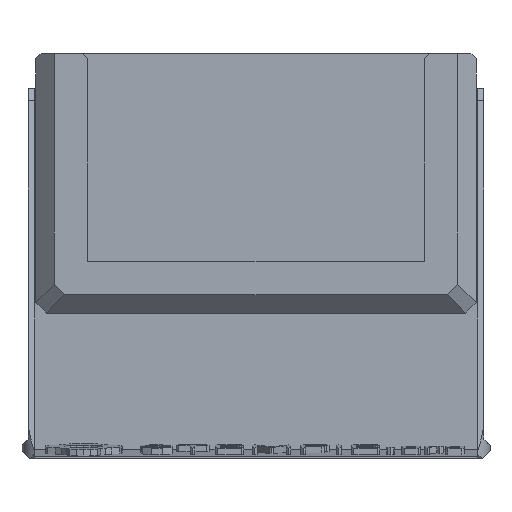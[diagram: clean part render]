
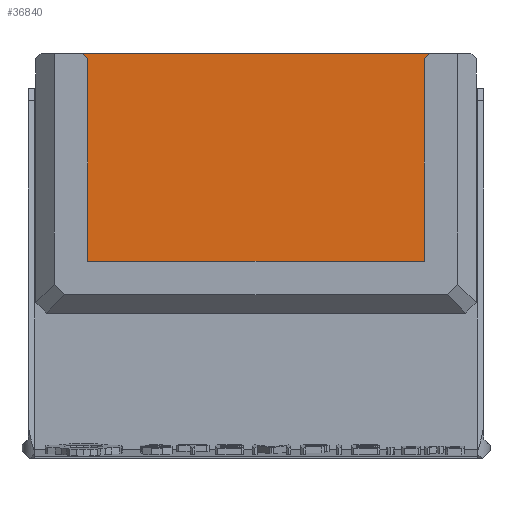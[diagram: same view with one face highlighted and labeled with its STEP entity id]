
A CAD part, left-side view. The second image highlights one B-rep face of the part: STEP entity #36840.
In plain terms, the highlighted planar face has unit normal (-1, 0, 0).
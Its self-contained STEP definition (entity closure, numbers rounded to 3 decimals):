
#22937 = PLANE('',#22938);
#22938 = AXIS2_PLACEMENT_3D('',#22939,#22940,#22941);
#22939 = CARTESIAN_POINT('',(-78.115,0.,47.6));
#22940 = DIRECTION('',(0.,0.,1.));
#22941 = DIRECTION('',(-1.,0.,0.));
#33760 = VERTEX_POINT('',#33761);
#33761 = CARTESIAN_POINT('',(-78.515,24.324,47.6));
#33775 = PLANE('',#33776);
#33776 = AXIS2_PLACEMENT_3D('',#33777,#33778,#33779);
#33777 = CARTESIAN_POINT('',(-79.84,22.999,47.6));
#33778 = DIRECTION('',(-0.707,0.707,0.));
#33779 = DIRECTION('',(0.707,0.707,0.));
#33787 = EDGE_CURVE('',#33788,#33760,#33790,.T.);
#33788 = VERTEX_POINT('',#33789);
#33789 = CARTESIAN_POINT('',(-78.515,-24.324,47.6));
#33790 = SURFACE_CURVE('',#33791,(#33795,#33802),.PCURVE_S1.);
#33791 = LINE('',#33792,#33793);
#33792 = CARTESIAN_POINT('',(-78.515,0.,47.6));
#33793 = VECTOR('',#33794,1.);
#33794 = DIRECTION('',(0.,1.,0.));
#33795 = PCURVE('',#22937,#33796);
#33796 = DEFINITIONAL_REPRESENTATION('',(#33797),#33801);
#33797 = LINE('',#33798,#33799);
#33798 = CARTESIAN_POINT('',(0.4,0.));
#33799 = VECTOR('',#33800,1.);
#33800 = DIRECTION('',(0.,-1.));
#33801 = ( GEOMETRIC_REPRESENTATION_CONTEXT(2) 
PARAMETRIC_REPRESENTATION_CONTEXT() REPRESENTATION_CONTEXT('2D SPACE',''
  ) );
#33802 = PCURVE('',#33803,#33808);
#33803 = PLANE('',#33804);
#33804 = AXIS2_PLACEMENT_3D('',#33805,#33806,#33807);
#33805 = CARTESIAN_POINT('',(-78.515,25.655,-0.2));
#33806 = DIRECTION('',(-1.,0.,0.));
#33807 = DIRECTION('',(0.,-1.,0.));
#33808 = DEFINITIONAL_REPRESENTATION('',(#33809),#33813);
#33809 = LINE('',#33810,#33811);
#33810 = CARTESIAN_POINT('',(25.655,47.8));
#33811 = VECTOR('',#33812,1.);
#33812 = DIRECTION('',(-1.,0.));
#33813 = ( GEOMETRIC_REPRESENTATION_CONTEXT(2) 
PARAMETRIC_REPRESENTATION_CONTEXT() REPRESENTATION_CONTEXT('2D SPACE',''
  ) );
#33831 = PLANE('',#33832);
#33832 = AXIS2_PLACEMENT_3D('',#33833,#33834,#33835);
#33833 = CARTESIAN_POINT('',(-78.515,-24.324,47.6));
#33834 = DIRECTION('',(-0.707,-0.707,0.));
#33835 = DIRECTION('',(-0.707,0.707,0.));
#36589 = PLANE('',#36590);
#36590 = AXIS2_PLACEMENT_3D('',#36591,#36592,#36593);
#36591 = CARTESIAN_POINT('',(-87.207,-15.115,
    25.832));
#36592 = DIRECTION('',(0.764,0.422,0.489));
#36593 = DIRECTION('',(0.,-0.757,0.653
    ));
#36617 = PLANE('',#36618);
#36618 = AXIS2_PLACEMENT_3D('',#36619,#36620,#36621);
#36619 = CARTESIAN_POINT('',(-79.058,0.,
    19.68));
#36620 = DIRECTION('',(-0.574,0.,
    -0.819));
#36621 = DIRECTION('',(0.,1.,0.));
#36645 = PLANE('',#36646);
#36646 = AXIS2_PLACEMENT_3D('',#36647,#36648,#36649);
#36647 = CARTESIAN_POINT('',(-87.739,14.583,
    26.205));
#36648 = DIRECTION('',(0.764,-0.422,0.489));
#36649 = DIRECTION('',(0.,-0.757,
    -0.653));
#36796 = VERTEX_POINT('',#36797);
#36797 = CARTESIAN_POINT('',(-78.515,24.324,20.193));
#36818 = EDGE_CURVE('',#33760,#36796,#36819,.T.);
#36819 = SURFACE_CURVE('',#36820,(#36824,#36831),.PCURVE_S1.);
#36820 = LINE('',#36821,#36822);
#36821 = CARTESIAN_POINT('',(-78.515,24.324,23.7));
#36822 = VECTOR('',#36823,1.);
#36823 = DIRECTION('',(0.,-0.,-1.));
#36824 = PCURVE('',#33775,#36825);
#36825 = DEFINITIONAL_REPRESENTATION('',(#36826),#36830);
#36826 = LINE('',#36827,#36828);
#36827 = CARTESIAN_POINT('',(1.874,23.9));
#36828 = VECTOR('',#36829,1.);
#36829 = DIRECTION('',(0.,1.));
#36830 = ( GEOMETRIC_REPRESENTATION_CONTEXT(2) 
PARAMETRIC_REPRESENTATION_CONTEXT() REPRESENTATION_CONTEXT('2D SPACE',''
  ) );
#36831 = PCURVE('',#33803,#36832);
#36832 = DEFINITIONAL_REPRESENTATION('',(#36833),#36837);
#36833 = LINE('',#36834,#36835);
#36834 = CARTESIAN_POINT('',(1.331,23.9));
#36835 = VECTOR('',#36836,1.);
#36836 = DIRECTION('',(0.,-1.));
#36837 = ( GEOMETRIC_REPRESENTATION_CONTEXT(2) 
PARAMETRIC_REPRESENTATION_CONTEXT() REPRESENTATION_CONTEXT('2D SPACE',''
  ) );
#36840 = ADVANCED_FACE('',(#36841),#33803,.T.);
#36841 = FACE_BOUND('',#36842,.T.);
#36842 = EDGE_LOOP('',(#36843,#36844,#36867,#36890,#36913,#36934));
#36843 = ORIENTED_EDGE('',*,*,#36818,.T.);
#36844 = ORIENTED_EDGE('',*,*,#36845,.T.);
#36845 = EDGE_CURVE('',#36796,#36846,#36848,.T.);
#36846 = VERTEX_POINT('',#36847);
#36847 = CARTESIAN_POINT('',(-78.515,23.289,19.3));
#36848 = SURFACE_CURVE('',#36849,(#36853,#36860),.PCURVE_S1.);
#36849 = LINE('',#36850,#36851);
#36850 = CARTESIAN_POINT('',(-78.515,18.358,15.043));
#36851 = VECTOR('',#36852,1.);
#36852 = DIRECTION('',(0.,-0.757,-0.653
    ));
#36853 = PCURVE('',#33803,#36854);
#36854 = DEFINITIONAL_REPRESENTATION('',(#36855),#36859);
#36855 = LINE('',#36856,#36857);
#36856 = CARTESIAN_POINT('',(7.297,15.243));
#36857 = VECTOR('',#36858,1.);
#36858 = DIRECTION('',(0.757,-0.653));
#36859 = ( GEOMETRIC_REPRESENTATION_CONTEXT(2) 
PARAMETRIC_REPRESENTATION_CONTEXT() REPRESENTATION_CONTEXT('2D SPACE',''
  ) );
#36860 = PCURVE('',#36645,#36861);
#36861 = DEFINITIONAL_REPRESENTATION('',(#36862),#36866);
#36862 = LINE('',#36863,#36864);
#36863 = CARTESIAN_POINT('',(4.436,14.291));
#36864 = VECTOR('',#36865,1.);
#36865 = DIRECTION('',(1.,0.));
#36866 = ( GEOMETRIC_REPRESENTATION_CONTEXT(2) 
PARAMETRIC_REPRESENTATION_CONTEXT() REPRESENTATION_CONTEXT('2D SPACE',''
  ) );
#36867 = ORIENTED_EDGE('',*,*,#36868,.T.);
#36868 = EDGE_CURVE('',#36846,#36869,#36871,.T.);
#36869 = VERTEX_POINT('',#36870);
#36870 = CARTESIAN_POINT('',(-78.515,-23.289,19.3));
#36871 = SURFACE_CURVE('',#36872,(#36876,#36883),.PCURVE_S1.);
#36872 = LINE('',#36873,#36874);
#36873 = CARTESIAN_POINT('',(-78.515,24.324,19.3));
#36874 = VECTOR('',#36875,1.);
#36875 = DIRECTION('',(0.,-1.,0.));
#36876 = PCURVE('',#33803,#36877);
#36877 = DEFINITIONAL_REPRESENTATION('',(#36878),#36882);
#36878 = LINE('',#36879,#36880);
#36879 = CARTESIAN_POINT('',(1.331,19.5));
#36880 = VECTOR('',#36881,1.);
#36881 = DIRECTION('',(1.,0.));
#36882 = ( GEOMETRIC_REPRESENTATION_CONTEXT(2) 
PARAMETRIC_REPRESENTATION_CONTEXT() REPRESENTATION_CONTEXT('2D SPACE',''
  ) );
#36883 = PCURVE('',#36617,#36884);
#36884 = DEFINITIONAL_REPRESENTATION('',(#36885),#36889);
#36885 = LINE('',#36886,#36887);
#36886 = CARTESIAN_POINT('',(24.324,0.663));
#36887 = VECTOR('',#36888,1.);
#36888 = DIRECTION('',(-1.,0.));
#36889 = ( GEOMETRIC_REPRESENTATION_CONTEXT(2) 
PARAMETRIC_REPRESENTATION_CONTEXT() REPRESENTATION_CONTEXT('2D SPACE',''
  ) );
#36890 = ORIENTED_EDGE('',*,*,#36891,.T.);
#36891 = EDGE_CURVE('',#36869,#36892,#36894,.T.);
#36892 = VERTEX_POINT('',#36893);
#36893 = CARTESIAN_POINT('',(-78.515,-24.324,20.193));
#36894 = SURFACE_CURVE('',#36895,(#36899,#36906),.PCURVE_S1.);
#36895 = LINE('',#36896,#36897);
#36896 = CARTESIAN_POINT('',(-78.515,-18.19,14.898));
#36897 = VECTOR('',#36898,1.);
#36898 = DIRECTION('',(0.,-0.757,0.653
    ));
#36899 = PCURVE('',#33803,#36900);
#36900 = DEFINITIONAL_REPRESENTATION('',(#36901),#36905);
#36901 = LINE('',#36902,#36903);
#36902 = CARTESIAN_POINT('',(43.845,15.098));
#36903 = VECTOR('',#36904,1.);
#36904 = DIRECTION('',(0.757,0.653));
#36905 = ( GEOMETRIC_REPRESENTATION_CONTEXT(2) 
PARAMETRIC_REPRESENTATION_CONTEXT() REPRESENTATION_CONTEXT('2D SPACE',''
  ) );
#36906 = PCURVE('',#36589,#36907);
#36907 = DEFINITIONAL_REPRESENTATION('',(#36908),#36912);
#36908 = LINE('',#36909,#36910);
#36909 = CARTESIAN_POINT('',(-4.817,13.467));
#36910 = VECTOR('',#36911,1.);
#36911 = DIRECTION('',(1.,0.));
#36912 = ( GEOMETRIC_REPRESENTATION_CONTEXT(2) 
PARAMETRIC_REPRESENTATION_CONTEXT() REPRESENTATION_CONTEXT('2D SPACE',''
  ) );
#36913 = ORIENTED_EDGE('',*,*,#36914,.F.);
#36914 = EDGE_CURVE('',#33788,#36892,#36915,.T.);
#36915 = SURFACE_CURVE('',#36916,(#36920,#36927),.PCURVE_S1.);
#36916 = LINE('',#36917,#36918);
#36917 = CARTESIAN_POINT('',(-78.515,-24.324,47.6));
#36918 = VECTOR('',#36919,1.);
#36919 = DIRECTION('',(0.,-0.,-1.));
#36920 = PCURVE('',#33803,#36921);
#36921 = DEFINITIONAL_REPRESENTATION('',(#36922),#36926);
#36922 = LINE('',#36923,#36924);
#36923 = CARTESIAN_POINT('',(49.979,47.8));
#36924 = VECTOR('',#36925,1.);
#36925 = DIRECTION('',(0.,-1.));
#36926 = ( GEOMETRIC_REPRESENTATION_CONTEXT(2) 
PARAMETRIC_REPRESENTATION_CONTEXT() REPRESENTATION_CONTEXT('2D SPACE',''
  ) );
#36927 = PCURVE('',#33831,#36928);
#36928 = DEFINITIONAL_REPRESENTATION('',(#36929),#36933);
#36929 = LINE('',#36930,#36931);
#36930 = CARTESIAN_POINT('',(0.,0.));
#36931 = VECTOR('',#36932,1.);
#36932 = DIRECTION('',(-0.,1.));
#36933 = ( GEOMETRIC_REPRESENTATION_CONTEXT(2) 
PARAMETRIC_REPRESENTATION_CONTEXT() REPRESENTATION_CONTEXT('2D SPACE',''
  ) );
#36934 = ORIENTED_EDGE('',*,*,#33787,.T.);
